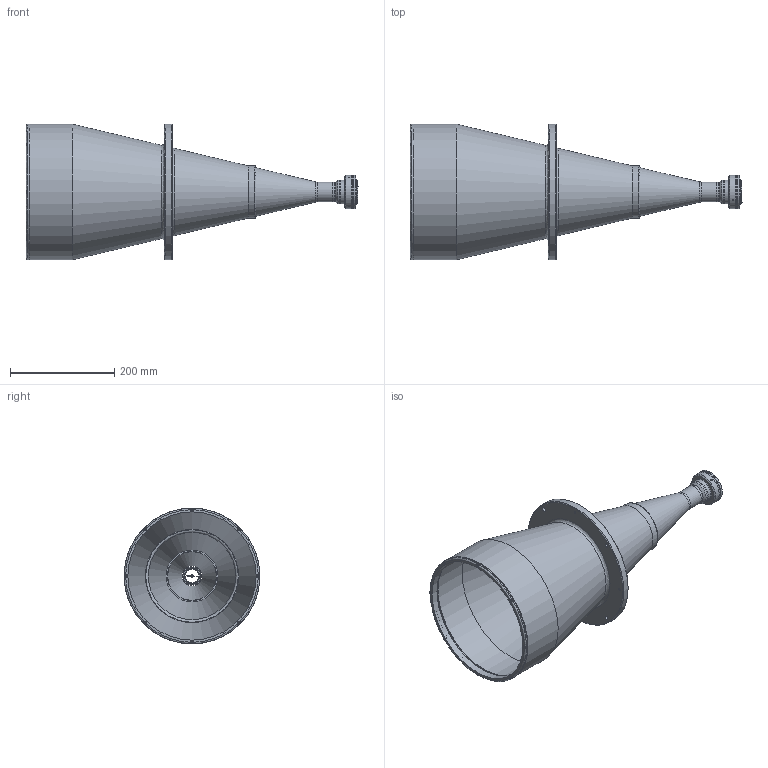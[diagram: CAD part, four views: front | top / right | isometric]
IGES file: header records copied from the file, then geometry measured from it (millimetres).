
Start section: SolidWorks IGES file using analytic representation for surfaces
Global section: file name: DP32129-A_TC4MHRP192-F.igs; native system: SolidWorks 2021; preprocessor: SolidWorks 2021; author: lrizzotto; date: 220613.124706; units: millimetre
Bounding box: 636.3 x 260 x 260 mm (x, y, z)
Surface area: 409876.4 mm2 (no closed solid volume)
Topology: 0 solids, 1 shells, 149 faces, 857 edges, 777 vertices
Faces by surface type: revolution 100, bspline 49
